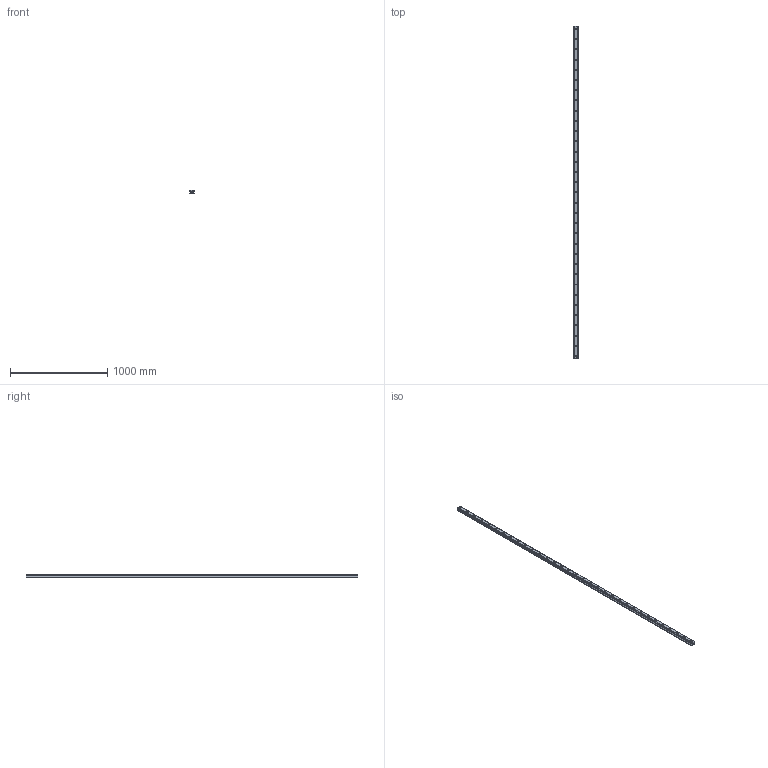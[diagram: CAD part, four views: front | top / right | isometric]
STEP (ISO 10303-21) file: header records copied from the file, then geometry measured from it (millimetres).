
FILE_DESCRIPTION(('STEP AP214'),'1');
FILE_NAME('cctmp_92E9C63B-D67B-4CCA-B613-9282FD4EB337_2020_10_29_9_51_19_697..stp','2020-10-29T08:51:19',('HIWIN GmbH'),('CADClick - www.CADClick.com'),'Spatial InterOp 3D',' ','unknown authorization');
FILE_SCHEMA(('AUTOMOTIVE_DESIGN'));
Length unit declared in the file: millimetre
Products named in the file (1): HGR45R3410H_FILE
Bounding box: 45 x 3410 x 38 mm (x, y, z)
Volume: 4582899.5 mm3; surface area: 662091 mm2
Topology: 1 solids, 1 shells, 394 faces, 867 edges, 578 vertices
Faces by surface type: cylinder 202, plane 192
Entity records: 14171 total; most frequent: DIRECTION 2061, CARTESIAN_POINT 1840, ORIENTED_EDGE 1734, EDGE_CURVE 867, AXIS2_PLACEMENT_3D 799, VERTEX_POINT 578, EDGE_LOOP 497, LINE 463
